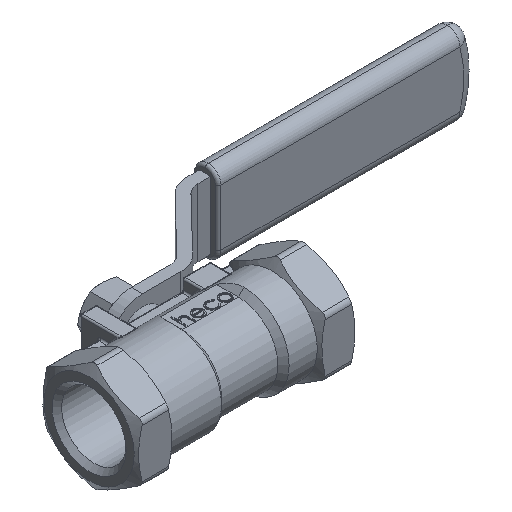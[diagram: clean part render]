
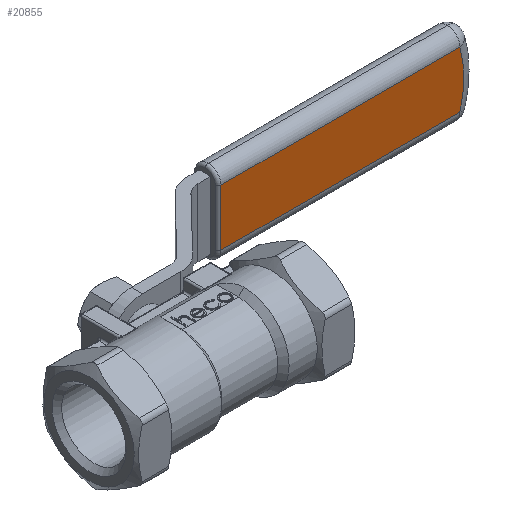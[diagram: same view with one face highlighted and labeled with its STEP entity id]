
A CAD part, isometric view. The second image highlights one B-rep face of the part: STEP entity #20855.
In plain terms, the highlighted planar face has unit normal (0, -1, 0).
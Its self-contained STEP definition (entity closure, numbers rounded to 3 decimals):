
#375 = CARTESIAN_POINT ( 'NONE',  ( 70., 9.75, 7.25 ) ) ;
#1527 = CARTESIAN_POINT ( 'NONE',  ( 68.64, 9.75, -5.001 ) ) ;
#2362 = FACE_OUTER_BOUND ( 'NONE', #17153, .T. ) ;
#2397 = CARTESIAN_POINT ( 'NONE',  ( 67.032, 9.75, 5.001 ) ) ;
#5369 = CARTESIAN_POINT ( 'NONE',  ( 50., 9.75, 0. ) ) ;
#5806 = VERTEX_POINT ( 'NONE', #7334 ) ;
#6088 = ORIENTED_EDGE ( 'NONE', *, *, #21129, .T. ) ;
#6548 = DIRECTION ( 'NONE',  ( 0., 0., -1. ) ) ;
#6732 = VECTOR ( 'NONE', #6548, 1000. ) ;
#7334 = CARTESIAN_POINT ( 'NONE',  ( 24.629, 9.75, -5.001 ) ) ;
#7473 = DIRECTION ( 'NONE',  ( -1., 0., 0. ) ) ;
#9321 = CARTESIAN_POINT ( 'NONE',  ( 24.629, 9.75, 5.001 ) ) ;
#9563 = CARTESIAN_POINT ( 'NONE',  ( 70., 9.75, 5.001 ) ) ;
#12911 = AXIS2_PLACEMENT_3D ( 'NONE', #375, #20814, #7473 ) ;
#12992 = EDGE_CURVE ( 'NONE', #28537, #17625, #13576, .T. ) ;
#13576 = LINE ( 'NONE', #9563, #18140 ) ;
#13999 = CARTESIAN_POINT ( 'NONE',  ( 67.032, 9.75, -5.001 ) ) ;
#14763 = DIRECTION ( 'NONE',  ( 0., -1., 0. ) ) ;
#15083 = ORIENTED_EDGE ( 'NONE', *, *, #12992, .T. ) ;
#16092 = ORIENTED_EDGE ( 'NONE', *, *, #22678, .T. ) ;
#17153 = EDGE_LOOP ( 'NONE', ( #15083, #6088, #16092, #22915 ) ) ;
#17625 = VERTEX_POINT ( 'NONE', #9321 ) ;
#18140 = VECTOR ( 'NONE', #25956, 1000. ) ;
#19990 = DIRECTION ( 'NONE',  ( 1., 0., 0. ) ) ;
#20814 = DIRECTION ( 'NONE',  ( 0., 1., 0. ) ) ;
#20855 = ADVANCED_FACE ( 'NONE', ( #2362 ), #25840, .F. ) ;
#21129 = EDGE_CURVE ( 'NONE', #17625, #5806, #27180, .T. ) ;
#22262 = LINE ( 'NONE', #1527, #26799 ) ;
#22678 = EDGE_CURVE ( 'NONE', #5806, #29089, #22262, .T. ) ;
#22915 = ORIENTED_EDGE ( 'NONE', *, *, #24509, .T. ) ;
#24509 = EDGE_CURVE ( 'NONE', #29089, #28537, #24874, .T. ) ;
#24874 = CIRCLE ( 'NONE', #28752, 17.751 ) ;
#24907 = CARTESIAN_POINT ( 'NONE',  ( 24.629, 9.75, 7.25 ) ) ;
#25840 = PLANE ( 'NONE',  #12911 ) ;
#25956 = DIRECTION ( 'NONE',  ( -1., 0., 0. ) ) ;
#25966 = DIRECTION ( 'NONE',  ( -1., 0., 0. ) ) ;
#26799 = VECTOR ( 'NONE', #19990, 1000. ) ;
#27180 = LINE ( 'NONE', #24907, #6732 ) ;
#28537 = VERTEX_POINT ( 'NONE', #2397 ) ;
#28752 = AXIS2_PLACEMENT_3D ( 'NONE', #5369, #14763, #25966 ) ;
#29089 = VERTEX_POINT ( 'NONE', #13999 ) ;
